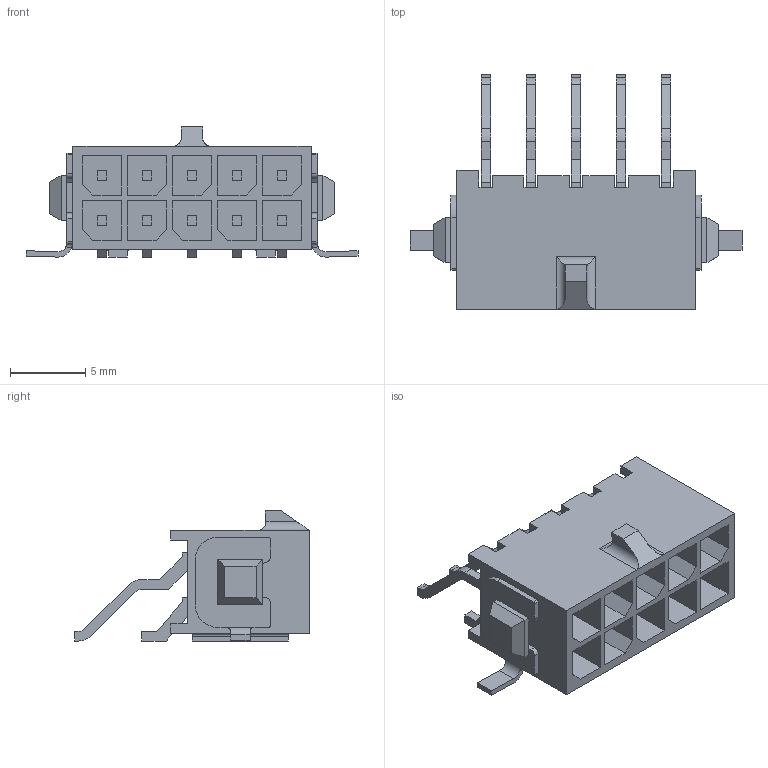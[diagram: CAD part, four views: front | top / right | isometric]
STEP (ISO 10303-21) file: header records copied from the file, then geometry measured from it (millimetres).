
FILE_DESCRIPTION(('FreeCAD Model'),'2;1');
FILE_NAME('c-4-794627-0-j-3d.step','2016-11-22T11:43:55',('Author'),( ''),'Open CASCADE STEP processor 6.8','FreeCAD','Unknown');
FILE_SCHEMA(('AUTOMOTIVE_DESIGN_CC2 { 1 2 10303 214 -1 1 5 4 }'));
Length unit declared in the file: millimetre
Products named in the file (2): ASSEMBLY; C-4-794627-0
Assembly tree (1 placements, depth 2):
  ASSEMBLY
    C-4-794627-0
Bounding box: 22.11 x 15.63 x 8.67 mm (x, y, z)
Volume: 573.6 mm3; surface area: 1761.7 mm2
Topology: 1 solids, 1 shells, 399 faces, 1057 edges, 696 vertices
Faces by surface type: plane 350, cylinder 49
Entity records: 33567 total; most frequent: CARTESIAN_POINT 9660, DIRECTION 3806, LINE 2779, VECTOR 2779, ORIENTED_EDGE 2114, PCURVE 2114, DEFINITIONAL_REPRESENTATION 2114, EDGE_CURVE 1057
